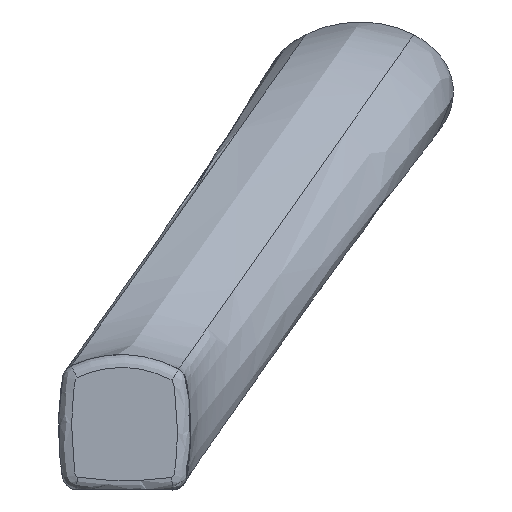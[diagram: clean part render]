
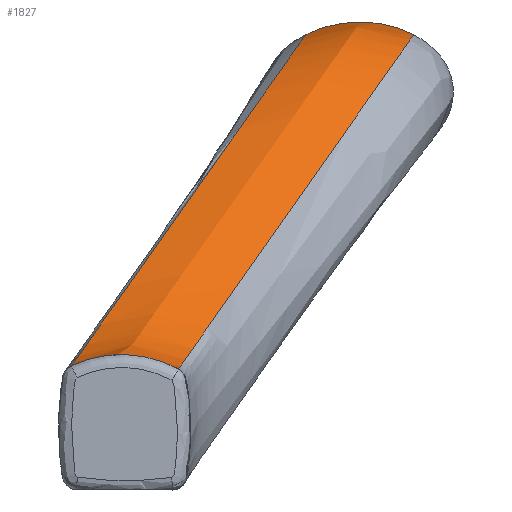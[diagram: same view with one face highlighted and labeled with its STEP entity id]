
A CAD part, left-side view. The second image highlights one B-rep face of the part: STEP entity #1827.
In plain terms, the highlighted free-form (B-spline) face has degree [3, 3] with [7, 8] control points.
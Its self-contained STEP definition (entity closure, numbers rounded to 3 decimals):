
#25=B_SPLINE_SURFACE_WITH_KNOTS('',3,3,((#4973,#4974,#4975,#4976,#4977,
#4978,#4979,#4980),(#4981,#4982,#4983,#4984,#4985,#4986,#4987,#4988),(#4989,
#4990,#4991,#4992,#4993,#4994,#4995,#4996),(#4997,#4998,#4999,#5000,#5001,
#5002,#5003,#5004),(#5005,#5006,#5007,#5008,#5009,#5010,#5011,#5012),(#5013,
#5014,#5015,#5016,#5017,#5018,#5019,#5020),(#5021,#5022,#5023,#5024,#5025,
#5026,#5027,#5028)),.UNSPECIFIED.,.F.,.F.,.F.,(4,1,1,1,4),(4,2,2,4),(0.,
0.286,0.571,0.714,1.),(0.,0.024,
0.976,1.),.UNSPECIFIED.);
#45=ELLIPSE('',#1987,5.902,4.441);
#60=B_SPLINE_CURVE_WITH_KNOTS('',3,(#3127,#3128,#3129,#3130,#3131,#3132,
#3133,#3134,#3135,#3136,#3137,#3138,#3139),.UNSPECIFIED.,.F.,.F.,(4,3,3,
3,4),(0.,0.269,0.539,0.674,
0.943),.UNSPECIFIED.);
#89=B_SPLINE_CURVE_WITH_KNOTS('',3,(#5029,#5030,#5031,#5032,#5033,#5034,
#5035,#5036),.UNSPECIFIED.,.F.,.F.,(4,2,2,4),(0.,0.024,0.976,
1.),.UNSPECIFIED.);
#90=B_SPLINE_CURVE_WITH_KNOTS('',3,(#5037,#5038,#5039,#5040,#5041,#5042,
#5043,#5044),.UNSPECIFIED.,.F.,.F.,(4,2,2,4),(0.,0.024,0.976,
1.),.UNSPECIFIED.);
#303=FACE_OUTER_BOUND('',#420,.T.);
#420=EDGE_LOOP('',(#1643,#1644,#1645,#1646));
#887=VERTEX_POINT('',#3123);
#889=VERTEX_POINT('',#3126);
#907=VERTEX_POINT('',#4920);
#908=VERTEX_POINT('',#4922);
#1117=EDGE_CURVE('',#887,#889,#60,.T.);
#1155=EDGE_CURVE('',#908,#907,#45,.T.);
#1159=EDGE_CURVE('',#907,#889,#89,.T.);
#1160=EDGE_CURVE('',#908,#887,#90,.T.);
#1643=ORIENTED_EDGE('',*,*,#1155,.T.);
#1644=ORIENTED_EDGE('',*,*,#1159,.T.);
#1645=ORIENTED_EDGE('',*,*,#1117,.F.);
#1646=ORIENTED_EDGE('',*,*,#1160,.F.);
#1827=ADVANCED_FACE('',(#303),#25,.T.);
#1987=AXIS2_PLACEMENT_3D('',#4923,#2417,#2418);
#2417=DIRECTION('center_axis',(-1.,0.,0.));
#2418=DIRECTION('ref_axis',(0.,0.999,-0.043));
#3123=CARTESIAN_POINT('',(40651.242,60.313,-79.034));
#3126=CARTESIAN_POINT('',(40651.242,66.911,-78.832));
#3127=CARTESIAN_POINT('Ctrl Pts',(40651.242,60.313,-79.034));
#3128=CARTESIAN_POINT('Ctrl Pts',(40651.242,60.885,-78.72));
#3129=CARTESIAN_POINT('Ctrl Pts',(40651.242,61.5,-78.483));
#3130=CARTESIAN_POINT('Ctrl Pts',(40651.242,62.135,-78.333));
#3131=CARTESIAN_POINT('Ctrl Pts',(40651.242,62.77,-78.182));
#3132=CARTESIAN_POINT('Ctrl Pts',(40651.242,63.425,-78.118));
#3133=CARTESIAN_POINT('Ctrl Pts',(40651.242,64.077,-78.142));
#3134=CARTESIAN_POINT('Ctrl Pts',(40651.242,64.403,-78.154));
#3135=CARTESIAN_POINT('Ctrl Pts',(40651.242,64.729,-78.188));
#3136=CARTESIAN_POINT('Ctrl Pts',(40651.242,65.05,-78.244));
#3137=CARTESIAN_POINT('Ctrl Pts',(40651.242,65.693,-78.355));
#3138=CARTESIAN_POINT('Ctrl Pts',(40651.242,66.321,-78.554));
#3139=CARTESIAN_POINT('Ctrl Pts',(40651.242,66.911,-78.832));
#4920=CARTESIAN_POINT('',(40683.233,52.453,-58.404));
#4922=CARTESIAN_POINT('',(40683.233,45.798,-58.413));
#4923=CARTESIAN_POINT('Origin',(40683.233,49.255,-62.077));
#4973=CARTESIAN_POINT('Ctrl Pts',(40683.233,45.798,-58.413));
#4974=CARTESIAN_POINT('Ctrl Pts',(40683.217,45.798,-58.413));
#4975=CARTESIAN_POINT('Ctrl Pts',(40682.564,45.798,-58.412));
#4976=CARTESIAN_POINT('Ctrl Pts',(40669.277,45.807,-58.425));
#4977=CARTESIAN_POINT('Ctrl Pts',(40665.198,60.304,-79.021));
#4978=CARTESIAN_POINT('Ctrl Pts',(40651.91,60.313,-79.034));
#4979=CARTESIAN_POINT('Ctrl Pts',(40651.258,60.313,-79.034));
#4980=CARTESIAN_POINT('Ctrl Pts',(40651.242,60.313,-79.034));
#4981=CARTESIAN_POINT('Ctrl Pts',(40683.233,46.344,-58.126));
#4982=CARTESIAN_POINT('Ctrl Pts',(40683.217,46.344,-58.126));
#4983=CARTESIAN_POINT('Ctrl Pts',(40682.564,46.343,-58.126));
#4984=CARTESIAN_POINT('Ctrl Pts',(40669.277,46.376,-58.122));
#4985=CARTESIAN_POINT('Ctrl Pts',(40665.198,60.866,-78.71));
#4986=CARTESIAN_POINT('Ctrl Pts',(40651.91,60.886,-78.72));
#4987=CARTESIAN_POINT('Ctrl Pts',(40651.258,60.885,-78.72));
#4988=CARTESIAN_POINT('Ctrl Pts',(40651.242,60.885,-78.72));
#4989=CARTESIAN_POINT('Ctrl Pts',(40683.233,47.573,-57.696));
#4990=CARTESIAN_POINT('Ctrl Pts',(40683.217,47.573,-57.696));
#4991=CARTESIAN_POINT('Ctrl Pts',(40682.564,47.572,-57.697));
#4992=CARTESIAN_POINT('Ctrl Pts',(40669.277,47.607,-57.673));
#4993=CARTESIAN_POINT('Ctrl Pts',(40665.198,62.092,-78.242));
#4994=CARTESIAN_POINT('Ctrl Pts',(40651.91,62.115,-78.247));
#4995=CARTESIAN_POINT('Ctrl Pts',(40651.258,62.114,-78.247));
#4996=CARTESIAN_POINT('Ctrl Pts',(40651.242,62.114,-78.247));
#4997=CARTESIAN_POINT('Ctrl Pts',(40683.233,49.27,-57.584));
#4998=CARTESIAN_POINT('Ctrl Pts',(40683.217,49.27,-57.584));
#4999=CARTESIAN_POINT('Ctrl Pts',(40682.564,49.271,-57.585));
#5000=CARTESIAN_POINT('Ctrl Pts',(40669.277,49.265,-57.561));
#5001=CARTESIAN_POINT('Ctrl Pts',(40665.198,63.745,-78.083));
#5002=CARTESIAN_POINT('Ctrl Pts',(40651.91,63.753,-78.086));
#5003=CARTESIAN_POINT('Ctrl Pts',(40651.258,63.753,-78.086));
#5004=CARTESIAN_POINT('Ctrl Pts',(40651.242,63.753,-78.086));
#5005=CARTESIAN_POINT('Ctrl Pts',(40683.233,50.943,-57.799));
#5006=CARTESIAN_POINT('Ctrl Pts',(40683.217,50.943,-57.799));
#5007=CARTESIAN_POINT('Ctrl Pts',(40682.564,50.944,-57.799));
#5008=CARTESIAN_POINT('Ctrl Pts',(40669.277,50.913,-57.789));
#5009=CARTESIAN_POINT('Ctrl Pts',(40665.198,65.382,-78.251));
#5010=CARTESIAN_POINT('Ctrl Pts',(40651.91,65.379,-78.256));
#5011=CARTESIAN_POINT('Ctrl Pts',(40651.258,65.379,-78.256));
#5012=CARTESIAN_POINT('Ctrl Pts',(40651.242,65.379,-78.256));
#5013=CARTESIAN_POINT('Ctrl Pts',(40683.233,51.887,-58.118));
#5014=CARTESIAN_POINT('Ctrl Pts',(40683.217,51.887,-58.118));
#5015=CARTESIAN_POINT('Ctrl Pts',(40682.564,51.887,-58.118));
#5016=CARTESIAN_POINT('Ctrl Pts',(40669.277,51.866,-58.121));
#5017=CARTESIAN_POINT('Ctrl Pts',(40665.198,66.322,-78.545));
#5018=CARTESIAN_POINT('Ctrl Pts',(40651.91,66.321,-78.554));
#5019=CARTESIAN_POINT('Ctrl Pts',(40651.258,66.321,-78.554));
#5020=CARTESIAN_POINT('Ctrl Pts',(40651.242,66.321,-78.554));
#5021=CARTESIAN_POINT('Ctrl Pts',(40683.233,52.453,-58.404));
#5022=CARTESIAN_POINT('Ctrl Pts',(40683.217,52.453,-58.404));
#5023=CARTESIAN_POINT('Ctrl Pts',(40682.564,52.453,-58.403));
#5024=CARTESIAN_POINT('Ctrl Pts',(40669.277,52.462,-58.416));
#5025=CARTESIAN_POINT('Ctrl Pts',(40665.198,66.903,-78.82));
#5026=CARTESIAN_POINT('Ctrl Pts',(40651.91,66.912,-78.832));
#5027=CARTESIAN_POINT('Ctrl Pts',(40651.258,66.911,-78.832));
#5028=CARTESIAN_POINT('Ctrl Pts',(40651.242,66.911,-78.832));
#5029=CARTESIAN_POINT('Ctrl Pts',(40683.233,52.453,-58.404));
#5030=CARTESIAN_POINT('Ctrl Pts',(40683.217,52.453,-58.404));
#5031=CARTESIAN_POINT('Ctrl Pts',(40682.564,52.453,-58.403));
#5032=CARTESIAN_POINT('Ctrl Pts',(40669.277,52.462,-58.416));
#5033=CARTESIAN_POINT('Ctrl Pts',(40665.198,66.903,-78.82));
#5034=CARTESIAN_POINT('Ctrl Pts',(40651.91,66.912,-78.832));
#5035=CARTESIAN_POINT('Ctrl Pts',(40651.258,66.911,-78.832));
#5036=CARTESIAN_POINT('Ctrl Pts',(40651.242,66.911,-78.832));
#5037=CARTESIAN_POINT('Ctrl Pts',(40683.233,45.798,-58.413));
#5038=CARTESIAN_POINT('Ctrl Pts',(40683.217,45.798,-58.413));
#5039=CARTESIAN_POINT('Ctrl Pts',(40682.564,45.798,-58.412));
#5040=CARTESIAN_POINT('Ctrl Pts',(40669.277,45.807,-58.425));
#5041=CARTESIAN_POINT('Ctrl Pts',(40665.198,60.304,-79.021));
#5042=CARTESIAN_POINT('Ctrl Pts',(40651.91,60.313,-79.034));
#5043=CARTESIAN_POINT('Ctrl Pts',(40651.258,60.313,-79.034));
#5044=CARTESIAN_POINT('Ctrl Pts',(40651.242,60.313,-79.034));
